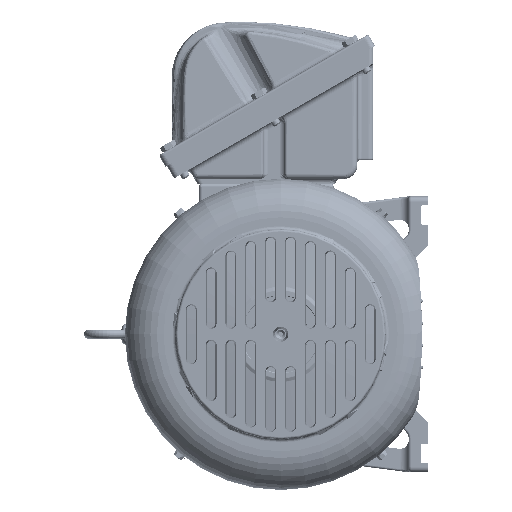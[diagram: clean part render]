
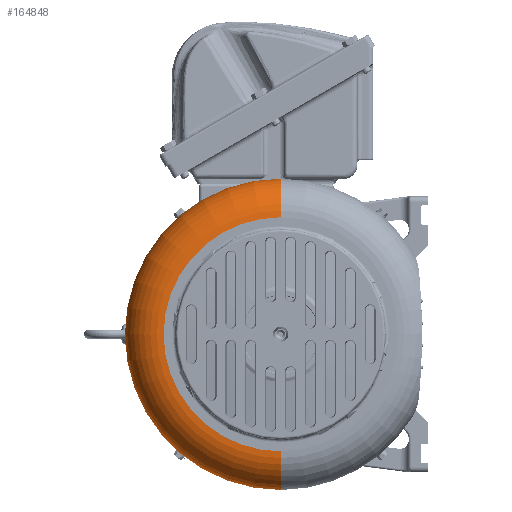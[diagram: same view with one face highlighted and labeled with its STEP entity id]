
A CAD part, left-side view. The second image highlights one B-rep face of the part: STEP entity #164848.
In plain terms, the highlighted toroidal (fillet/blend) face has major radius 106 mm and minor radius 35 mm.
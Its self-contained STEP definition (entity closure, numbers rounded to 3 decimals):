
#163578=CARTESIAN_POINT('Vertex',(-172.25,0.,141.)) ;
#163917=CARTESIAN_POINT('Vertex',(-172.25,0.,-141.)) ;
#163920=CARTESIAN_POINT('Axis2P3D Location',(-172.25,0.,0.)) ;
#164083=CARTESIAN_POINT('Axis2P3D Location',(-172.25,0.,-106.)) ;
#164087=CARTESIAN_POINT('Vertex',(-207.25,0.,-106.)) ;
#164196=CARTESIAN_POINT('Axis2P3D Location',(-172.25,0.,106.)) ;
#164200=CARTESIAN_POINT('Vertex',(-207.25,0.,106.)) ;
#164832=CARTESIAN_POINT('Axis2P3D Location',(-172.25,0.,0.)) ;
#164837=CARTESIAN_POINT('Axis2P3D Location',(-207.25,0.,0.)) ;
#163921=DIRECTION('Axis2P3D Direction',(-1.,0.,0.)) ;
#164084=DIRECTION('Axis2P3D Direction',(0.,1.,0.)) ;
#164197=DIRECTION('Axis2P3D Direction',(-0.,-1.,0.)) ;
#164833=DIRECTION('Axis2P3D Direction',(-1.,0.,0.)) ;
#164834=DIRECTION('Axis2P3D XDirection',(0.,0.,1.)) ;
#164838=DIRECTION('Axis2P3D Direction',(-1.,0.,0.)) ;
#163922=AXIS2_PLACEMENT_3D('Circle Axis2P3D',#163920,#163921,$) ;
#164085=AXIS2_PLACEMENT_3D('Circle Axis2P3D',#164083,#164084,$) ;
#164198=AXIS2_PLACEMENT_3D('Circle Axis2P3D',#164196,#164197,$) ;
#164835=AXIS2_PLACEMENT_3D('Torus Axis2P3D',#164832,#164833,#164834) ;
#164839=AXIS2_PLACEMENT_3D('Circle Axis2P3D',#164837,#164838,$) ;
#164843=ORIENTED_EDGE('',*,*,#163924,.F.) ;
#164844=ORIENTED_EDGE('',*,*,#164089,.T.) ;
#164845=ORIENTED_EDGE('',*,*,#164841,.F.) ;
#164846=ORIENTED_EDGE('',*,*,#164202,.F.) ;
#164848=ADVANCED_FACE('\X2\51434EF6672C9AD4\X0\',(#164847),#164836,.T.) ;
#163923=CIRCLE('generated circle',#163922,141.) ;
#164086=CIRCLE('generated circle',#164085,35.) ;
#164199=CIRCLE('generated circle',#164198,35.) ;
#164840=CIRCLE('generated circle',#164839,106.) ;
#164836=TOROIDAL_SURFACE('homeo Torus',#164835,106.,35.) ;
#163924=EDGE_CURVE('',#163918,#163579,#163923,.F.) ;
#164089=EDGE_CURVE('',#163918,#164088,#164086,.T.) ;
#164202=EDGE_CURVE('',#163579,#164201,#164199,.T.) ;
#164841=EDGE_CURVE('',#164201,#164088,#164840,.T.) ;
#164842=EDGE_LOOP('',(#164843,#164844,#164845,#164846)) ;
#164847=FACE_OUTER_BOUND('',#164842,.T.) ;
#163579=VERTEX_POINT('',#163578) ;
#163918=VERTEX_POINT('',#163917) ;
#164088=VERTEX_POINT('',#164087) ;
#164201=VERTEX_POINT('',#164200) ;
